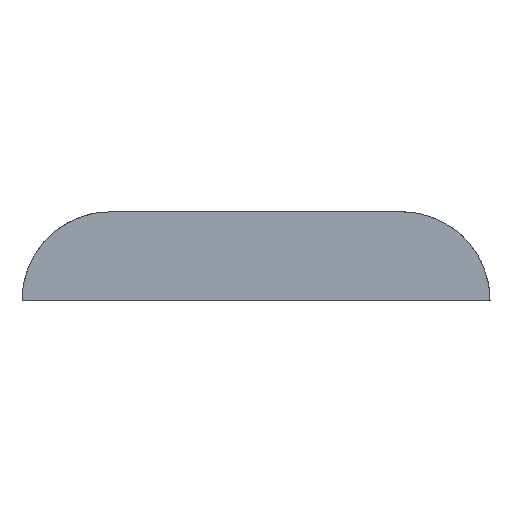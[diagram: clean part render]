
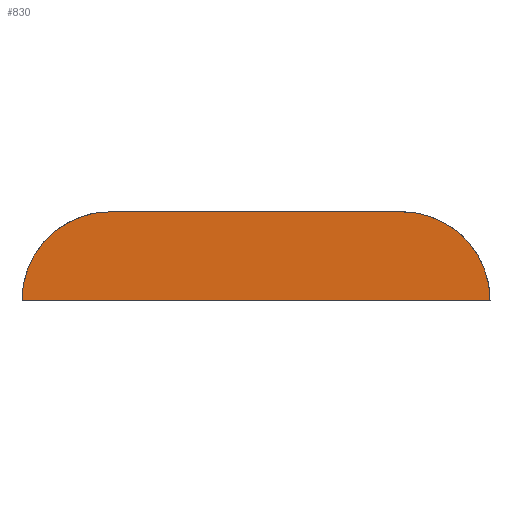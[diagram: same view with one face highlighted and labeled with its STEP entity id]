
A CAD part, left-side view. The second image highlights one B-rep face of the part: STEP entity #830.
In plain terms, the highlighted planar face has unit normal (-1, 0, 0).
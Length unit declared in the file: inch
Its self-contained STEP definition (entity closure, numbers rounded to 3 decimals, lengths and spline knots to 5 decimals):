
#37=CIRCLE('',#898,1.);
#38=CIRCLE('',#899,1.);
#98=FACE_OUTER_BOUND('',#159,.T.);
#159=EDGE_LOOP('',(#653,#654,#655,#656));
#231=LINE('',#1245,#315);
#261=LINE('',#1315,#345);
#315=VECTOR('',#988,0.3937);
#345=VECTOR('',#1054,0.3937);
#397=VERTEX_POINT('',#1243);
#398=VERTEX_POINT('',#1244);
#419=VERTEX_POINT('',#1312);
#420=VERTEX_POINT('',#1314);
#473=EDGE_CURVE('',#397,#398,#231,.T.);
#509=EDGE_CURVE('',#419,#397,#37,.T.);
#510=EDGE_CURVE('',#420,#419,#261,.T.);
#511=EDGE_CURVE('',#398,#420,#38,.T.);
#653=ORIENTED_EDGE('',*,*,#509,.F.);
#654=ORIENTED_EDGE('',*,*,#510,.F.);
#655=ORIENTED_EDGE('',*,*,#511,.F.);
#656=ORIENTED_EDGE('',*,*,#473,.F.);
#797=PLANE('',#897);
#830=ADVANCED_FACE('',(#98),#797,.T.);
#897=AXIS2_PLACEMENT_3D('',#1311,#1050,#1051);
#898=AXIS2_PLACEMENT_3D('',#1313,#1052,#1053);
#899=AXIS2_PLACEMENT_3D('',#1316,#1055,#1056);
#988=DIRECTION('',(0.,-1.,0.));
#1050=DIRECTION('center_axis',(-1.,0.,0.));
#1051=DIRECTION('ref_axis',(0.,-1.,0.));
#1052=DIRECTION('center_axis',(1.,0.,0.));
#1053=DIRECTION('ref_axis',(0.,0.707,0.707));
#1054=DIRECTION('',(0.,1.,0.));
#1055=DIRECTION('center_axis',(1.,0.,0.));
#1056=DIRECTION('ref_axis',(0.,-0.707,0.707));
#1243=CARTESIAN_POINT('',(2.,4.2874,1.));
#1244=CARTESIAN_POINT('',(2.,1.,1.));
#1245=CARTESIAN_POINT('',(2.,3.96555,1.));
#1311=CARTESIAN_POINT('Origin',(2.,5.2874,0.));
#1312=CARTESIAN_POINT('',(2.,5.2874,0.));
#1313=CARTESIAN_POINT('Origin',(2.,4.2874,0.));
#1314=CARTESIAN_POINT('',(2.,0.,0.));
#1315=CARTESIAN_POINT('',(2.,3.96555,0.));
#1316=CARTESIAN_POINT('Origin',(2.,1.,0.));
